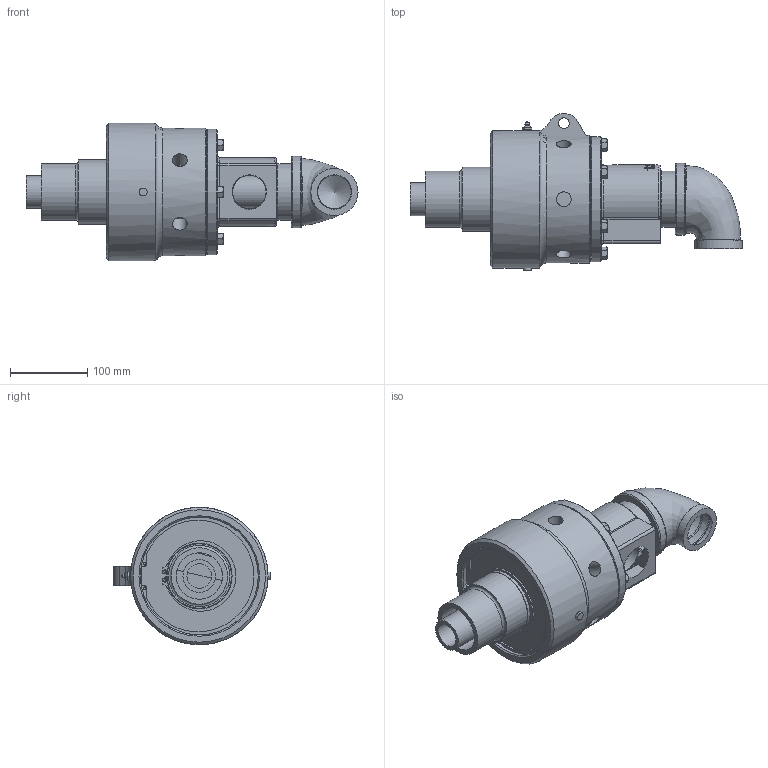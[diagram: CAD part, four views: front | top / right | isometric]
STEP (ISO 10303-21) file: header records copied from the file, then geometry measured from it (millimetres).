
FILE_DESCRIPTION(/* description */ (''),/* implementation_level */ '2;1');
FILE_NAME(/* name */ '6250-004-115-IC.stp',/* time_stamp */ '2020-05-21T09:34:22-05:00',/* author */ ('GALINDOLM'),/* organization */ (''),/* preprocessor_version */ 'ST-DEVELOPER v18',/* originating_system */ 'Autodesk Inventor 2020',/* authorisation */ '');
FILE_SCHEMA (('AUTOMOTIVE_DESIGN { 1 0 10303 214 3 1 1 }'));
Length unit declared in the file: millimetre
Products named in the file (1): 6250-004-115-IC
Bounding box: 429.4 x 203.4 x 177.8 mm (x, y, z)
Volume: 3941060.8 mm3; surface area: 355278.3 mm2
Topology: 2 solids, 2 shells, 520 faces, 1373 edges, 926 vertices
Faces by surface type: plane 197, bspline 190, cylinder 104, cone 17, torus 11, sphere 1
Full cylindrical faces by diameter (mm): 3.175 x4, 10.3 x3, 14 x1, 16.7 x6, 19 x6, 31.75 x1, 42.164 x1, 43.256 x2, 60 x1, 60.96 x1, 73 x2, 83.3 x1, 84.88 x1, 92.86 x1, 152.42 x1, 161.9 x1, 177.8 x1
Entity records: 28810 total; most frequent: CARTESIAN_POINT 16740, ORIENTED_EDGE 2738, DIRECTION 1969, EDGE_CURVE 1369, VERTEX_POINT 926, AXIS2_PLACEMENT_3D 705, EDGE_LOOP 599, LINE 559
